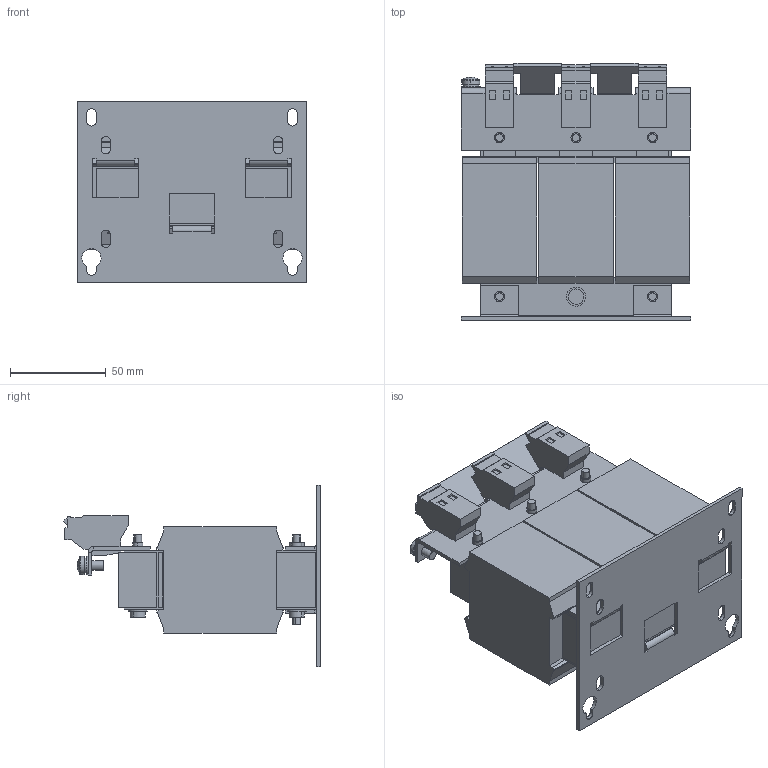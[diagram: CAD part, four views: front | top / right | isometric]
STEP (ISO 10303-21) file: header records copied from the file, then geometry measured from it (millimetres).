
FILE_DESCRIPTION (( 'STEP AP214' ), '1' );
FILE_NAME ('738224.STEP', '2023-07-04T09:35:54', ( '' ), ( '' ), 'SwSTEP 2.0', 'SolidWorks 2018', '' );
FILE_SCHEMA (( 'AUTOMOTIVE_DESIGN' ));
Length unit declared in the file: millimetre
Products named in the file (1): 738224
Bounding box: 120 x 134.2 x 95 mm (x, y, z)
Volume: 583129.3 mm3; surface area: 104389.2 mm2
Topology: 1 solids, 1 shells, 875 faces, 2422 edges, 1545 vertices
Faces by surface type: plane 703, cylinder 159, cone 6, torus 5, sphere 2
Entity records: 27622 total; most frequent: CARTESIAN_POINT 4889, ORIENTED_EDGE 4840, DIRECTION 4532, EDGE_CURVE 2420, LINE 2028, VECTOR 2028, VERTEX_POINT 1545, AXIS2_PLACEMENT_3D 1252
